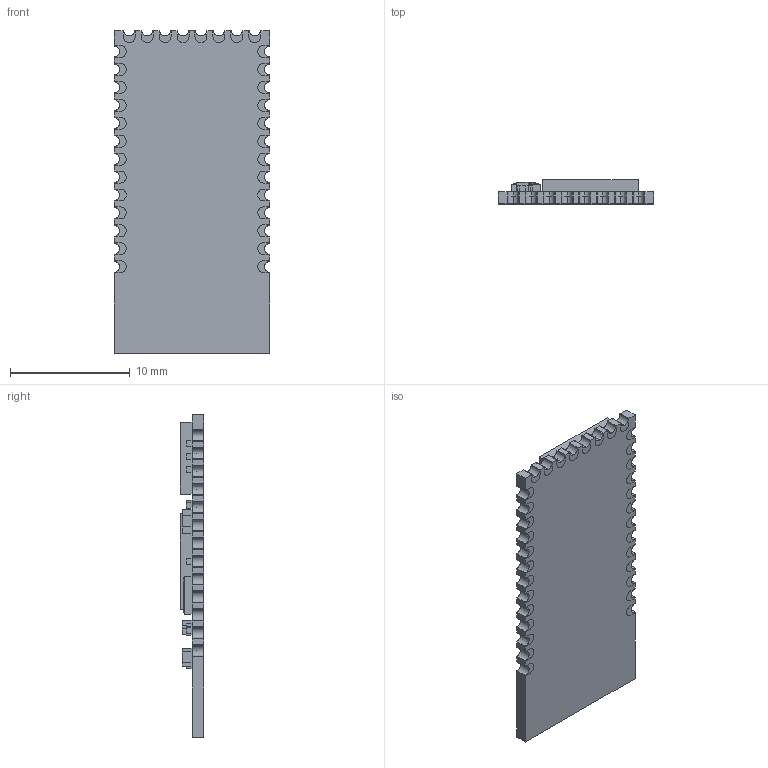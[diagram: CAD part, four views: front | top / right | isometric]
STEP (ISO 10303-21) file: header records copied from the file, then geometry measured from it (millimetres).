
FILE_DESCRIPTION (( 'STEP AP214' ), '1' );
FILE_NAME ('BLUETOOTH-SERIAL-HC-06.STEP', '2024-06-13T03:56:10', ( '' ), ( '' ), 'SwSTEP 2.0', 'SolidWorks 2021', '' );
FILE_SCHEMA (( 'AUTOMOTIVE_DESIGN' ));
Length unit declared in the file: millimetre
Products named in the file (1): BLUETOOTH-SERIAL-HC-06
Bounding box: 13 x 2 x 27 mm (x, y, z)
Volume: 465.8 mm3; surface area: 1427.4 mm2
Topology: 97 solids, 97 shells, 1055 faces, 2444 edges, 1584 vertices
Faces by surface type: plane 925, cylinder 130
Entity records: 30268 total; most frequent: CARTESIAN_POINT 5084, ORIENTED_EDGE 4888, DIRECTION 4816, EDGE_CURVE 2444, LINE 2184, VECTOR 2184, VERTEX_POINT 1584, AXIS2_PLACEMENT_3D 1316
